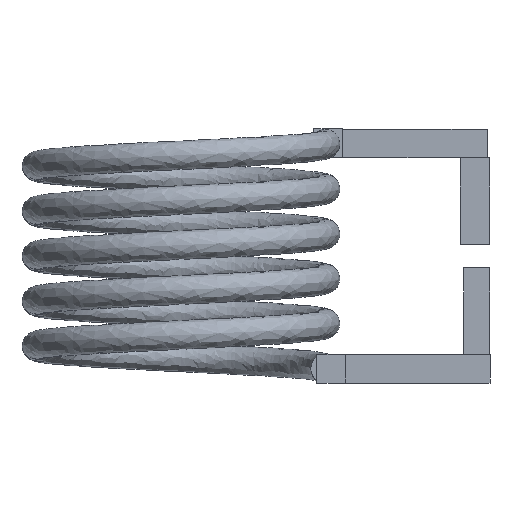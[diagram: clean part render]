
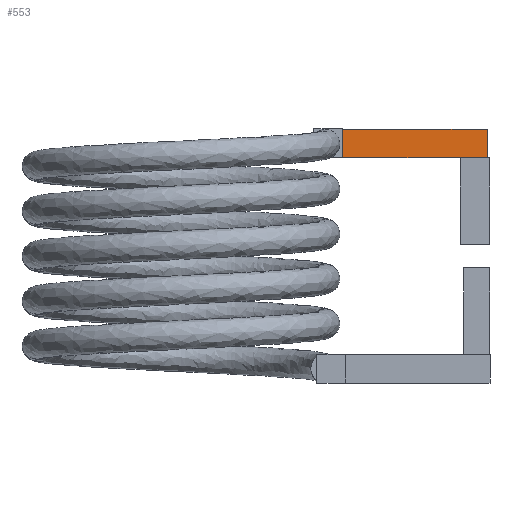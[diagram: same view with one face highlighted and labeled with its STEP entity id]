
A CAD part, front view. The second image highlights one B-rep face of the part: STEP entity #553.
In plain terms, the highlighted planar face has unit normal (0, -1, 0).
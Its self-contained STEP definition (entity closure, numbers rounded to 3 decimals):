
#120 = VERTEX_POINT('',#121);
#121 = CARTESIAN_POINT('',(5.6,0.,7.3));
#153 = VERTEX_POINT('',#154);
#154 = CARTESIAN_POINT('',(5.6,0.,8.295));
#160 = EDGE_CURVE('',#120,#153,#161,.T.);
#161 = LINE('',#162,#163);
#162 = CARTESIAN_POINT('',(5.6,0.,7.3));
#163 = VECTOR('',#164,1.);
#164 = DIRECTION('',(0.,0.,1.));
#553 = ADVANCED_FACE('',(#554),#587,.T.);
#554 = FACE_BOUND('',#555,.T.);
#555 = EDGE_LOOP('',(#556,#564,#572,#580,#586));
#556 = ORIENTED_EDGE('',*,*,#557,.T.);
#557 = EDGE_CURVE('',#120,#558,#560,.T.);
#558 = VERTEX_POINT('',#559);
#559 = CARTESIAN_POINT('',(9.671,0.,7.3));
#560 = LINE('',#561,#562);
#561 = CARTESIAN_POINT('',(5.6,0.,7.3));
#562 = VECTOR('',#563,1.);
#563 = DIRECTION('',(1.,0.,0.));
#564 = ORIENTED_EDGE('',*,*,#565,.T.);
#565 = EDGE_CURVE('',#558,#566,#568,.T.);
#566 = VERTEX_POINT('',#567);
#567 = CARTESIAN_POINT('',(10.6,0.,7.3));
#568 = LINE('',#569,#570);
#569 = CARTESIAN_POINT('',(5.6,0.,7.3));
#570 = VECTOR('',#571,1.);
#571 = DIRECTION('',(1.,0.,0.));
#572 = ORIENTED_EDGE('',*,*,#573,.T.);
#573 = EDGE_CURVE('',#566,#574,#576,.T.);
#574 = VERTEX_POINT('',#575);
#575 = CARTESIAN_POINT('',(10.6,0.,8.295));
#576 = LINE('',#577,#578);
#577 = CARTESIAN_POINT('',(10.6,0.,7.3));
#578 = VECTOR('',#579,1.);
#579 = DIRECTION('',(0.,0.,1.));
#580 = ORIENTED_EDGE('',*,*,#581,.F.);
#581 = EDGE_CURVE('',#153,#574,#582,.T.);
#582 = LINE('',#583,#584);
#583 = CARTESIAN_POINT('',(5.6,0.,8.295));
#584 = VECTOR('',#585,1.);
#585 = DIRECTION('',(1.,0.,0.));
#586 = ORIENTED_EDGE('',*,*,#160,.F.);
#587 = PLANE('',#588);
#588 = AXIS2_PLACEMENT_3D('',#589,#590,#591);
#589 = CARTESIAN_POINT('',(5.6,0.,7.3));
#590 = DIRECTION('',(0.,-1.,0.));
#591 = DIRECTION('',(0.,0.,1.));
